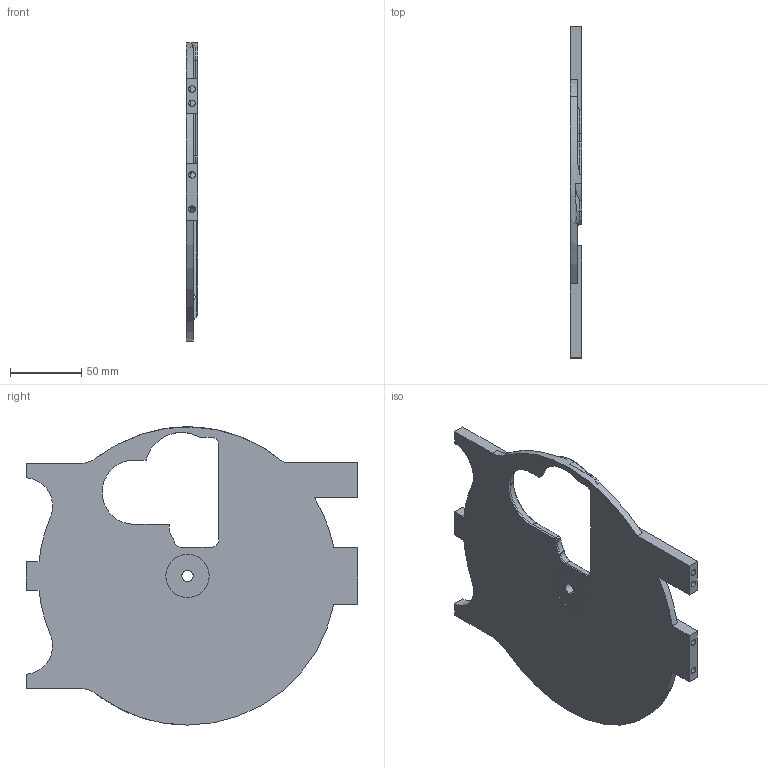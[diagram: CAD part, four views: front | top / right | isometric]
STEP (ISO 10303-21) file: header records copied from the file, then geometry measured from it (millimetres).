
FILE_DESCRIPTION (( 'STEP AP214' ), '1' );
FILE_NAME ('twist_inside_plate.STEP', '2023-04-08T04:01:05', ( '' ), ( '' ), 'SwSTEP 2.0', 'SolidWorks 2022', '' );
FILE_SCHEMA (( 'AUTOMOTIVE_DESIGN' ));
Length unit declared in the file: millimetre
Products named in the file (1): twist_inside_plate
Bounding box: 8 x 233.6 x 209.97 mm (x, y, z)
Volume: 140569.2 mm3; surface area: 80373.9 mm2
Topology: 1 solids, 1 shells, 143 faces, 397 edges, 252 vertices
Faces by surface type: plane 59, cylinder 57, cone 17, torus 9, bspline 1
Entity records: 4935 total; most frequent: CARTESIAN_POINT 1207, ORIENTED_EDGE 794, DIRECTION 774, EDGE_CURVE 397, AXIS2_PLACEMENT_3D 285, VERTEX_POINT 252, LINE 204, VECTOR 204
